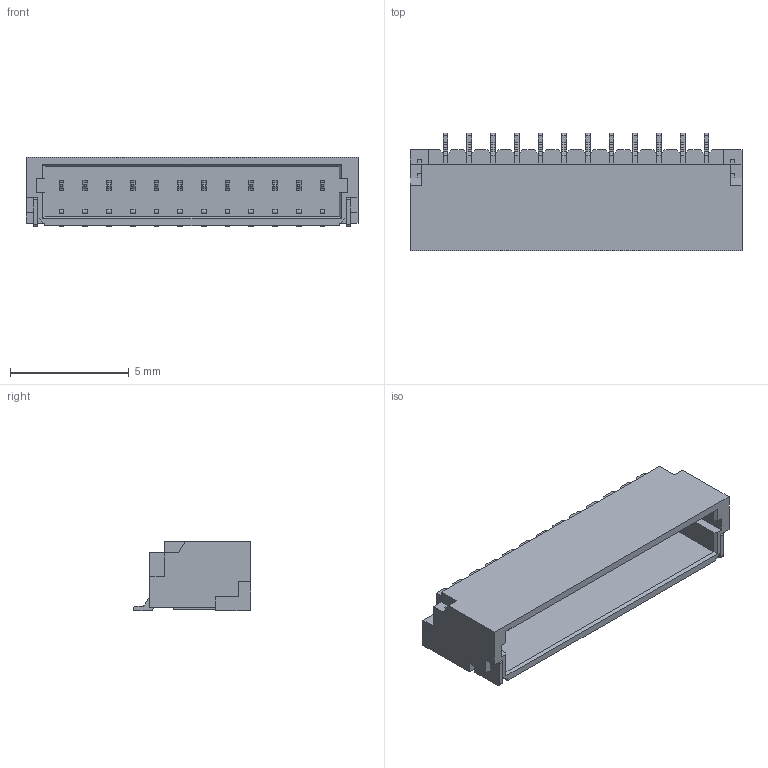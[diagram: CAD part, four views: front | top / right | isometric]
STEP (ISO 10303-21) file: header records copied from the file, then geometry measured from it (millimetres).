
FILE_DESCRIPTION(('STEP AP214'), '1');
FILE_NAME('SMxB-SRSS-TB', '', ('UNSPECIFIED'), ('UNSPECIFIED'), 'ASCON STEP Converter 1.6', 'ASCON Math Kernel', '');
FILE_SCHEMA(('AUTOMOTIVE_DESIGN { 1 0 10303 214 3 1 1}'));
Length unit declared in the file: millimetre
Bounding box: 14 x 4.95 x 2.95 mm (x, y, z)
Volume: 85.1 mm3; surface area: 447.2 mm2
Topology: 15 solids, 15 shells, 603 faces, 1782 edges, 1186 vertices
Faces by surface type: plane 501, cylinder 102
Entity records: 24936 total; most frequent: CARTESIAN_POINT 3572, ORIENTED_EDGE 3564, DIRECTION 3194, EDGE_CURVE 1782, LINE 1578, VECTOR 1578, VERTEX_POINT 1186, AXIS2_PLACEMENT_3D 808
